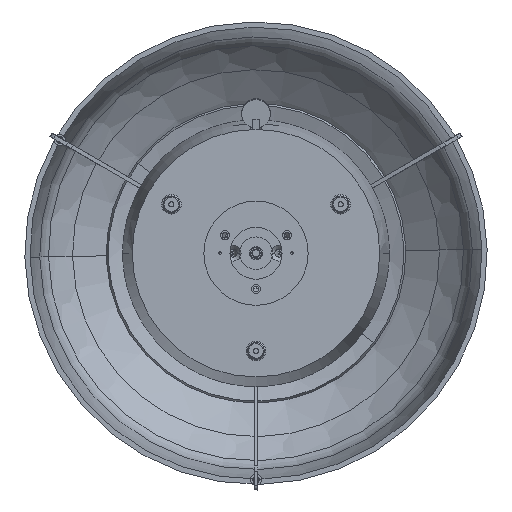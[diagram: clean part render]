
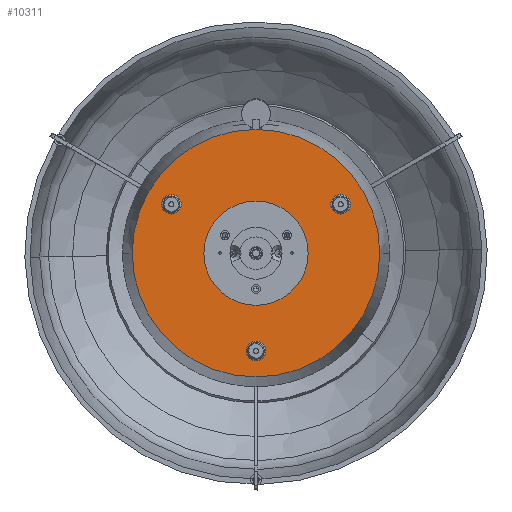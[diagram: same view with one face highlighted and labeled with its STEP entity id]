
A CAD part, front view. The second image highlights one B-rep face of the part: STEP entity #10311.
In plain terms, the highlighted planar face has unit normal (0, -1, 0).
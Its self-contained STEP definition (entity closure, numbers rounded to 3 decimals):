
#1415 = FACE_BOUND ( 'NONE', #7564, .T. ) ;
#1419 = FACE_BOUND ( 'NONE', #7554, .T. ) ;
#1420 = FACE_OUTER_BOUND ( 'NONE', #7562, .T. ) ;
#1424 = FACE_BOUND ( 'NONE', #7561, .T. ) ;
#1425 = FACE_BOUND ( 'NONE', #7566, .T. ) ;
#3732 = EDGE_CURVE ( 'NONE', #4168, #4169, #13526, .T. ) ;
#3736 = EDGE_CURVE ( 'NONE', #4178, #4179, #13532, .T. ) ;
#3744 = EDGE_CURVE ( 'NONE', #4170, #4171, #13545, .T. ) ;
#3747 = EDGE_CURVE ( 'NONE', #4172, #4173, #13550, .T. ) ;
#3750 = EDGE_CURVE ( 'NONE', #4174, #4175, #13552, .T. ) ;
#3752 = EDGE_CURVE ( 'NONE', #4175, #4174, #13556, .T. ) ;
#3753 = EDGE_CURVE ( 'NONE', #4171, #4170, #13557, .T. ) ;
#3758 = EDGE_CURVE ( 'NONE', #4179, #4178, #13561, .T. ) ;
#3759 = EDGE_CURVE ( 'NONE', #4169, #4168, #13562, .T. ) ;
#3760 = EDGE_CURVE ( 'NONE', #4173, #4172, #13563, .T. ) ;
#4168 = VERTEX_POINT ( 'NONE', #13889 ) ;
#4169 = VERTEX_POINT ( 'NONE', #13890 ) ;
#4170 = VERTEX_POINT ( 'NONE', #13891 ) ;
#4171 = VERTEX_POINT ( 'NONE', #13892 ) ;
#4172 = VERTEX_POINT ( 'NONE', #13893 ) ;
#4173 = VERTEX_POINT ( 'NONE', #13894 ) ;
#4174 = VERTEX_POINT ( 'NONE', #13895 ) ;
#4175 = VERTEX_POINT ( 'NONE', #13896 ) ;
#4178 = VERTEX_POINT ( 'NONE', #13899 ) ;
#4179 = VERTEX_POINT ( 'NONE', #13900 ) ;
#7554 = EDGE_LOOP ( 'NONE', ( #7640, #7641 ) ) ;
#7561 = EDGE_LOOP ( 'NONE', ( #7642, #7643 ) ) ;
#7562 = EDGE_LOOP ( 'NONE', ( #7644, #7645 ) ) ;
#7564 = EDGE_LOOP ( 'NONE', ( #7646, #7647 ) ) ;
#7566 = EDGE_LOOP ( 'NONE', ( #7648, #7649 ) ) ;
#7640 = ORIENTED_EDGE ( 'NONE', *, *, #3759, .F. ) ;
#7641 = ORIENTED_EDGE ( 'NONE', *, *, #3732, .F. ) ;
#7642 = ORIENTED_EDGE ( 'NONE', *, *, #3760, .F. ) ;
#7643 = ORIENTED_EDGE ( 'NONE', *, *, #3747, .F. ) ;
#7644 = ORIENTED_EDGE ( 'NONE', *, *, #3758, .F. ) ;
#7645 = ORIENTED_EDGE ( 'NONE', *, *, #3736, .F. ) ;
#7646 = ORIENTED_EDGE ( 'NONE', *, *, #3752, .F. ) ;
#7647 = ORIENTED_EDGE ( 'NONE', *, *, #3750, .F. ) ;
#7648 = ORIENTED_EDGE ( 'NONE', *, *, #3753, .F. ) ;
#7649 = ORIENTED_EDGE ( 'NONE', *, *, #3744, .F. ) ;
#7768 = CARTESIAN_POINT ( 'NONE',  ( 0., 0., 0. ) ) ;
#7769 = PLANE ( 'NONE',  #16924 ) ;
#7774 = DIRECTION ( 'NONE',  ( 0., 1., 0. ) ) ;
#7775 = DIRECTION ( 'NONE',  ( 0., 0., 1. ) ) ;
#10295 = AXIS2_PLACEMENT_3D ( 'NONE', #13677, #13678, #13679 ) ;
#10297 = AXIS2_PLACEMENT_3D ( 'NONE', #13687, #13688, #13689 ) ;
#10301 = AXIS2_PLACEMENT_3D ( 'NONE', #13705, #13706, #13707 ) ;
#10303 = AXIS2_PLACEMENT_3D ( 'NONE', #13711, #13713, #13714 ) ;
#10304 = AXIS2_PLACEMENT_3D ( 'NONE', #13717, #13719, #13720 ) ;
#10305 = AXIS2_PLACEMENT_3D ( 'NONE', #13721, #13729, #13730 ) ;
#10306 = AXIS2_PLACEMENT_3D ( 'NONE', #13724, #13726, #13727 ) ;
#10311 = ADVANCED_FACE ( 'NONE', ( #1419, #1424, #1420, #1415, #1425 ), #7769, .F. ) ;
#13526 = CIRCLE ( 'NONE', #10295, 40. ) ;
#13532 = CIRCLE ( 'NONE', #10297, 95. ) ;
#13545 = CIRCLE ( 'NONE', #10301, 7.5 ) ;
#13550 = CIRCLE ( 'NONE', #10303, 7.5 ) ;
#13552 = CIRCLE ( 'NONE', #10304, 7.5 ) ;
#13556 = CIRCLE ( 'NONE', #10306, 7.5 ) ;
#13557 = CIRCLE ( 'NONE', #10305, 7.5 ) ;
#13561 = CIRCLE ( 'NONE', #14008, 95. ) ;
#13562 = CIRCLE ( 'NONE', #14010, 40. ) ;
#13563 = CIRCLE ( 'NONE', #14009, 7.5 ) ;
#13677 = CARTESIAN_POINT ( 'NONE',  ( 0., 0., 0. ) ) ;
#13678 = DIRECTION ( 'NONE',  ( 0., -1., 0. ) ) ;
#13679 = DIRECTION ( 'NONE',  ( 0., 0., -1. ) ) ;
#13687 = CARTESIAN_POINT ( 'NONE',  ( 0., 0., 0. ) ) ;
#13688 = DIRECTION ( 'NONE',  ( 0., 1., 0. ) ) ;
#13689 = DIRECTION ( 'NONE',  ( 0., 0., 1. ) ) ;
#13705 = CARTESIAN_POINT ( 'NONE',  ( -64.952, 0., 37.5 ) ) ;
#13706 = DIRECTION ( 'NONE',  ( 0., -1., 0. ) ) ;
#13707 = DIRECTION ( 'NONE',  ( 0., 0., 1. ) ) ;
#13711 = CARTESIAN_POINT ( 'NONE',  ( 64.952, 0., 37.5 ) ) ;
#13713 = DIRECTION ( 'NONE',  ( 0., -1., 0. ) ) ;
#13714 = DIRECTION ( 'NONE',  ( 0., 0., 1. ) ) ;
#13717 = CARTESIAN_POINT ( 'NONE',  ( 0., 0., -75. ) ) ;
#13719 = DIRECTION ( 'NONE',  ( 0., -1., 0. ) ) ;
#13720 = DIRECTION ( 'NONE',  ( 0., 0., 1. ) ) ;
#13721 = CARTESIAN_POINT ( 'NONE',  ( -64.952, 0., 37.5 ) ) ;
#13724 = CARTESIAN_POINT ( 'NONE',  ( 0., 0., -75. ) ) ;
#13726 = DIRECTION ( 'NONE',  ( 0., -1., 0. ) ) ;
#13727 = DIRECTION ( 'NONE',  ( 0., 0., 1. ) ) ;
#13729 = DIRECTION ( 'NONE',  ( 0., -1., 0. ) ) ;
#13730 = DIRECTION ( 'NONE',  ( 0., 0., 1. ) ) ;
#13735 = CARTESIAN_POINT ( 'NONE',  ( 0., 0., 0. ) ) ;
#13738 = CARTESIAN_POINT ( 'NONE',  ( 0., 0., 0. ) ) ;
#13741 = CARTESIAN_POINT ( 'NONE',  ( 64.952, 0., 37.5 ) ) ;
#13742 = DIRECTION ( 'NONE',  ( 0., 1., 0. ) ) ;
#13743 = DIRECTION ( 'NONE',  ( 0., 0., 1. ) ) ;
#13745 = DIRECTION ( 'NONE',  ( 0., -1., 0. ) ) ;
#13746 = DIRECTION ( 'NONE',  ( 0., 0., -1. ) ) ;
#13748 = DIRECTION ( 'NONE',  ( 0., -1., 0. ) ) ;
#13749 = DIRECTION ( 'NONE',  ( 0., 0., 1. ) ) ;
#13889 = CARTESIAN_POINT ( 'NONE',  ( 0., 0., 40. ) ) ;
#13890 = CARTESIAN_POINT ( 'NONE',  ( 0., 0., -40. ) ) ;
#13891 = CARTESIAN_POINT ( 'NONE',  ( -64.952, 0., 30. ) ) ;
#13892 = CARTESIAN_POINT ( 'NONE',  ( -64.952, 0., 45. ) ) ;
#13893 = CARTESIAN_POINT ( 'NONE',  ( 64.952, 0., 30. ) ) ;
#13894 = CARTESIAN_POINT ( 'NONE',  ( 64.952, 0., 45. ) ) ;
#13895 = CARTESIAN_POINT ( 'NONE',  ( 0., 0., -82.5 ) ) ;
#13896 = CARTESIAN_POINT ( 'NONE',  ( 0., 0., -67.5 ) ) ;
#13899 = CARTESIAN_POINT ( 'NONE',  ( 0., 0., 95. ) ) ;
#13900 = CARTESIAN_POINT ( 'NONE',  ( 0., 0., -95. ) ) ;
#14008 = AXIS2_PLACEMENT_3D ( 'NONE', #13735, #13742, #13743 ) ;
#14009 = AXIS2_PLACEMENT_3D ( 'NONE', #13741, #13748, #13749 ) ;
#14010 = AXIS2_PLACEMENT_3D ( 'NONE', #13738, #13745, #13746 ) ;
#16924 = AXIS2_PLACEMENT_3D ( 'NONE', #7768, #7774, #7775 ) ;
